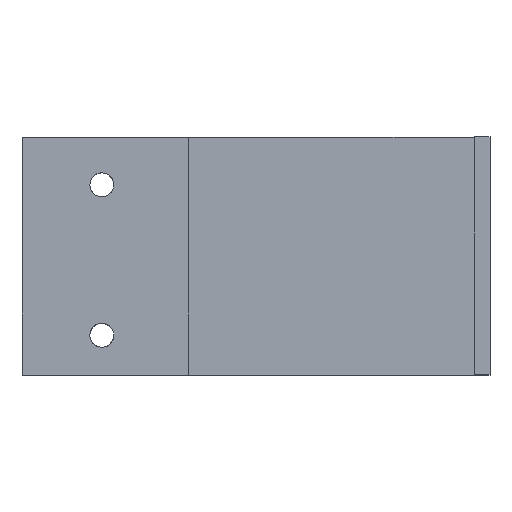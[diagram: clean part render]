
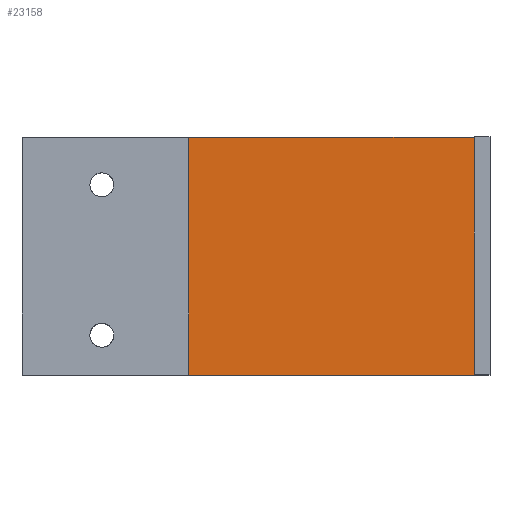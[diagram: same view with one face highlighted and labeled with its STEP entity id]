
A CAD part, top view. The second image highlights one B-rep face of the part: STEP entity #23158.
In plain terms, the highlighted planar face has unit normal (0, 0, 1).
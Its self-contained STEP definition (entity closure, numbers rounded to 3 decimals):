
#14732 = EDGE_CURVE('',#14733,#14735,#14737,.T.);
#14733 = VERTEX_POINT('',#14734);
#14734 = CARTESIAN_POINT('',(37.999,-9.999,
    -5.999));
#14735 = VERTEX_POINT('',#14736);
#14736 = CARTESIAN_POINT('',(37.999,19.997,
    -5.999));
#14737 = LINE('',#14738,#14739);
#14738 = CARTESIAN_POINT('',(37.999,-9.999,
    -5.999));
#14739 = VECTOR('',#14740,1.);
#14740 = DIRECTION('',(0.,1.,0.));
#16926 = VERTEX_POINT('',#16927);
#16927 = CARTESIAN_POINT('',(1.998,19.997,
    -5.999));
#16933 = EDGE_CURVE('',#16926,#14735,#16934,.T.);
#16934 = LINE('',#16935,#16936);
#16935 = CARTESIAN_POINT('',(1.998,19.997,
    -5.999));
#16936 = VECTOR('',#16937,1.);
#16937 = DIRECTION('',(1.,0.,0.));
#23071 = VERTEX_POINT('',#23072);
#23072 = CARTESIAN_POINT('',(1.998,-9.999,
    -5.999));
#23078 = EDGE_CURVE('',#23071,#16926,#23079,.T.);
#23079 = LINE('',#23080,#23081);
#23080 = CARTESIAN_POINT('',(1.998,-9.999,
    -5.999));
#23081 = VECTOR('',#23082,1.);
#23082 = DIRECTION('',(0.,1.,0.));
#23136 = EDGE_CURVE('',#14733,#23071,#23137,.T.);
#23137 = LINE('',#23138,#23139);
#23138 = CARTESIAN_POINT('',(37.999,-9.999,
    -5.999));
#23139 = VECTOR('',#23140,1.);
#23140 = DIRECTION('',(-1.,0.,0.));
#23158 = ADVANCED_FACE('',(#23159),#23165,.T.);
#23159 = FACE_BOUND('',#23160,.T.);
#23160 = EDGE_LOOP('',(#23161,#23162,#23163,#23164));
#23161 = ORIENTED_EDGE('',*,*,#23078,.F.);
#23162 = ORIENTED_EDGE('',*,*,#23136,.F.);
#23163 = ORIENTED_EDGE('',*,*,#14732,.T.);
#23164 = ORIENTED_EDGE('',*,*,#16933,.F.);
#23165 = PLANE('',#23166);
#23166 = AXIS2_PLACEMENT_3D('',#23167,#23168,#23169);
#23167 = CARTESIAN_POINT('',(19.998,4.999,
    -5.999));
#23168 = DIRECTION('',(0.,0.,1.));
#23169 = DIRECTION('',(1.,0.,-0.));
